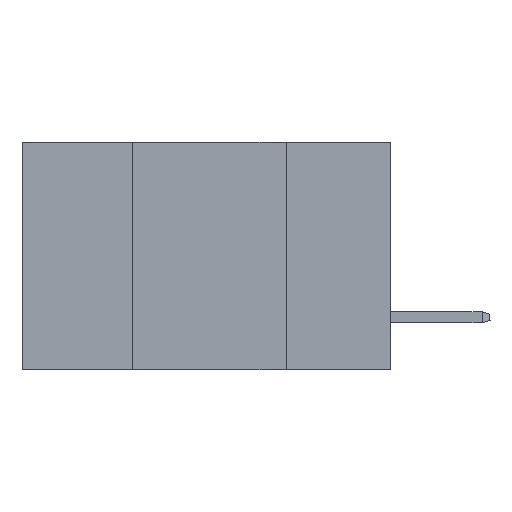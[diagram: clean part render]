
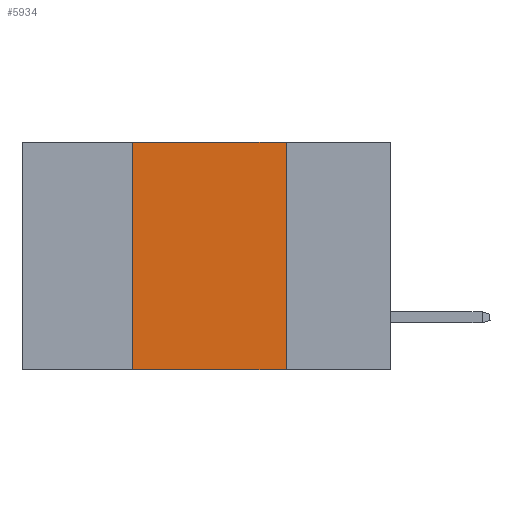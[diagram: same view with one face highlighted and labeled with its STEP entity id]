
A CAD part, left-side view. The second image highlights one B-rep face of the part: STEP entity #5934.
In plain terms, the highlighted planar face has unit normal (-1, 0, 0).
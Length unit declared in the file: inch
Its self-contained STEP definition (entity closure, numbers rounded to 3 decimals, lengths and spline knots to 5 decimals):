
#200 = CARTESIAN_POINT ( 'NONE',  ( 0., 0.42, -0.37 ) ) ;
#547 = CARTESIAN_POINT ( 'NONE',  ( 0., 0.6, 0. ) ) ;
#850 = CARTESIAN_POINT ( 'NONE',  ( 0., 0.17, 0. ) ) ;
#1000 = CARTESIAN_POINT ( 'NONE',  ( 0., 0.42, 0. ) ) ;
#1023 = ORIENTED_EDGE ( 'NONE', *, *, #7577, .F. ) ;
#1203 = VECTOR ( 'NONE', #3199, 39.37008 ) ;
#1267 = LINE ( 'NONE', #850, #5920 ) ;
#1657 = LINE ( 'NONE', #3815, #10510 ) ;
#1701 = EDGE_CURVE ( 'NONE', #9619, #11512, #1657, .T. ) ;
#2827 = EDGE_CURVE ( 'NONE', #9619, #6273, #5715, .T. ) ;
#3103 = PLANE ( 'NONE',  #11442 ) ;
#3199 = DIRECTION ( 'NONE',  ( 0., 0., 1. ) ) ;
#3680 = VECTOR ( 'NONE', #8937, 39.37008 ) ;
#3782 = DIRECTION ( 'NONE',  ( 0., -1., 0. ) ) ;
#3815 = CARTESIAN_POINT ( 'NONE',  ( 0., 0.6, -0.37 ) ) ;
#4926 = DIRECTION ( 'NONE',  ( 1., 0., 0. ) ) ;
#5144 = ORIENTED_EDGE ( 'NONE', *, *, #2827, .F. ) ;
#5627 = EDGE_CURVE ( 'NONE', #6870, #11512, #1267, .T. ) ;
#5715 = LINE ( 'NONE', #8893, #1203 ) ;
#5920 = VECTOR ( 'NONE', #7411, 39.37008 ) ;
#5934 = ADVANCED_FACE ( 'NONE', ( #10420 ), #3103, .F. ) ;
#6049 = CARTESIAN_POINT ( 'NONE',  ( 0., 0.17, 0. ) ) ;
#6136 = LINE ( 'NONE', #547, #3680 ) ;
#6273 = VERTEX_POINT ( 'NONE', #1000 ) ;
#6732 = CARTESIAN_POINT ( 'NONE',  ( 0., 0.6, 0. ) ) ;
#6870 = VERTEX_POINT ( 'NONE', #6049 ) ;
#7411 = DIRECTION ( 'NONE',  ( 0., 0., -1. ) ) ;
#7577 = EDGE_CURVE ( 'NONE', #6273, #6870, #6136, .T. ) ;
#8893 = CARTESIAN_POINT ( 'NONE',  ( 0., 0.42, 0. ) ) ;
#8937 = DIRECTION ( 'NONE',  ( 0., -1., 0. ) ) ;
#9313 = CARTESIAN_POINT ( 'NONE',  ( 0., 0.17, -0.37 ) ) ;
#9619 = VERTEX_POINT ( 'NONE', #200 ) ;
#9722 = EDGE_LOOP ( 'NONE', ( #11692, #1023, #5144, #9823 ) ) ;
#9823 = ORIENTED_EDGE ( 'NONE', *, *, #1701, .T. ) ;
#10420 = FACE_OUTER_BOUND ( 'NONE', #9722, .T. ) ;
#10510 = VECTOR ( 'NONE', #3782, 39.37008 ) ;
#11402 = DIRECTION ( 'NONE',  ( 0., 0., -1. ) ) ;
#11442 = AXIS2_PLACEMENT_3D ( 'NONE', #6732, #4926, #11402 ) ;
#11512 = VERTEX_POINT ( 'NONE', #9313 ) ;
#11692 = ORIENTED_EDGE ( 'NONE', *, *, #5627, .F. ) ;
